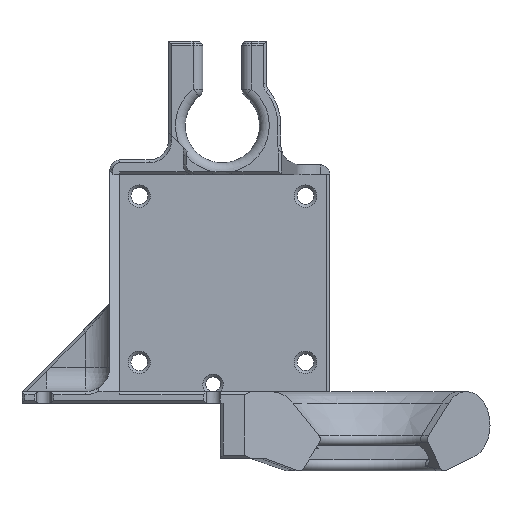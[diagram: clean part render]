
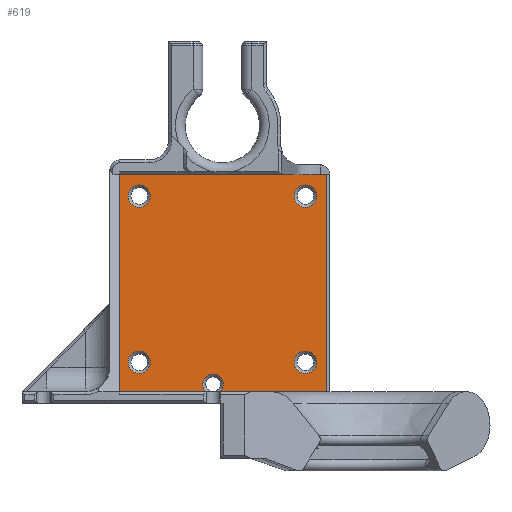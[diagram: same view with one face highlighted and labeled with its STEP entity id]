
A CAD part, left-side view. The second image highlights one B-rep face of the part: STEP entity #619.
In plain terms, the highlighted planar face has unit normal (-1, 0, 0).
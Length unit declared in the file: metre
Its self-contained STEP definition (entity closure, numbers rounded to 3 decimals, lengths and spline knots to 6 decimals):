
#619 = ADVANCED_FACE( '', ( #1335, #1336, #1337, #1338, #1339 ), #1340, .F. );
#1335 = FACE_BOUND( '', #4120, .T. );
#1336 = FACE_BOUND( '', #4121, .T. );
#1337 = FACE_BOUND( '', #4122, .T. );
#1338 = FACE_BOUND( '', #4123, .T. );
#1339 = FACE_OUTER_BOUND( '', #4124, .T. );
#1340 = PLANE( '', #4125 );
#4120 = EDGE_LOOP( '', ( #6175 ) );
#4121 = EDGE_LOOP( '', ( #6176 ) );
#4122 = EDGE_LOOP( '', ( #6177 ) );
#4123 = EDGE_LOOP( '', ( #6178 ) );
#4124 = EDGE_LOOP( '', ( #6179, #6180, #6181, #6182, #6183, #6184 ) );
#4125 = AXIS2_PLACEMENT_3D( '', #6185, #6186, #6187 );
#6175 = ORIENTED_EDGE( '', *, *, #7413, .T. );
#6176 = ORIENTED_EDGE( '', *, *, #7350, .T. );
#6177 = ORIENTED_EDGE( '', *, *, #7544, .T. );
#6178 = ORIENTED_EDGE( '', *, *, #6807, .T. );
#6179 = ORIENTED_EDGE( '', *, *, #7545, .T. );
#6180 = ORIENTED_EDGE( '', *, *, #7193, .T. );
#6181 = ORIENTED_EDGE( '', *, *, #7546, .T. );
#6182 = ORIENTED_EDGE( '', *, *, #6975, .T. );
#6183 = ORIENTED_EDGE( '', *, *, #7547, .T. );
#6184 = ORIENTED_EDGE( '', *, *, #7023, .T. );
#6185 = CARTESIAN_POINT( '', ( 0.0289, 0.014375, 0.05285 ) );
#6186 = DIRECTION( '', ( 1., 0., 0. ) );
#6187 = DIRECTION( '', ( 0., 1., 0. ) );
#6807 = EDGE_CURVE( '', #7667, #7667, #7668, .T. );
#6975 = EDGE_CURVE( '', #7958, #7961, #7963, .T. );
#7023 = EDGE_CURVE( '', #8047, #8045, #8048, .T. );
#7193 = EDGE_CURVE( '', #8322, #8319, #8323, .T. );
#7350 = EDGE_CURVE( '', #8541, #8541, #8542, .T. );
#7413 = EDGE_CURVE( '', #8623, #8623, #8624, .T. );
#7544 = EDGE_CURVE( '', #8774, #8774, #8775, .T. );
#7545 = EDGE_CURVE( '', #8045, #8322, #8776, .T. );
#7546 = EDGE_CURVE( '', #8319, #7958, #8777, .T. );
#7547 = EDGE_CURVE( '', #7961, #8047, #8778, .T. );
#7667 = VERTEX_POINT( '', #8907 );
#7668 = CIRCLE( '', #8908, 0.0023 );
#7958 = VERTEX_POINT( '', #10004 );
#7961 = VERTEX_POINT( '', #10009 );
#7963 = LINE( '', #10012, #10013 );
#8045 = VERTEX_POINT( '', #10126 );
#8047 = VERTEX_POINT( '', #10129 );
#8048 = LINE( '', #10130, #10131 );
#8319 = VERTEX_POINT( '', #10547 );
#8322 = VERTEX_POINT( '', #10557 );
#8323 = CIRCLE( '', #10558, 0.0021 );
#8541 = VERTEX_POINT( '', #11062 );
#8542 = CIRCLE( '', #11063, 0.0023 );
#8623 = VERTEX_POINT( '', #11228 );
#8624 = CIRCLE( '', #11229, 0.0023 );
#8774 = VERTEX_POINT( '', #11707 );
#8775 = CIRCLE( '', #11708, 0.0023 );
#8776 = LINE( '', #11709, #11710 );
#8777 = LINE( '', #11711, #11712 );
#8778 = LINE( '', #11713, #11714 );
#8907 = CARTESIAN_POINT( '', ( 0.0289, 0.01425, 0.0559 ) );
#8908 = AXIS2_PLACEMENT_3D( '', #12027, #12028, #12029 );
#10004 = CARTESIAN_POINT( '', ( 0.0289, 0.00985, 0.0182 ) );
#10009 = CARTESIAN_POINT( '', ( 0.0289, 0.00985, 0.0626 ) );
#10012 = CARTESIAN_POINT( '', ( 0.0289, 0.00985, 0.0626 ) );
#10013 = VECTOR( '', #12227, 1. );
#10126 = CARTESIAN_POINT( '', ( 0.0289, 0.05225, 0.0182 ) );
#10129 = CARTESIAN_POINT( '', ( 0.0289, 0.05225, 0.0626 ) );
#10130 = CARTESIAN_POINT( '', ( 0.0289, 0.05225, 0.0404 ) );
#10131 = VECTOR( '', #12282, 1. );
#10547 = CARTESIAN_POINT( '', ( 0.0289, 0.031669, 0.0182 ) );
#10557 = CARTESIAN_POINT( '', ( 0.0289, 0.034608, 0.0182 ) );
#10558 = AXIS2_PLACEMENT_3D( '', #12487, #12488, #12489 );
#11062 = CARTESIAN_POINT( '', ( 0.0289, 0.04825, 0.0219 ) );
#11063 = AXIS2_PLACEMENT_3D( '', #12655, #12656, #12657 );
#11228 = CARTESIAN_POINT( '', ( 0.0289, 0.04825, 0.0559 ) );
#11229 = AXIS2_PLACEMENT_3D( '', #12713, #12714, #12715 );
#11707 = CARTESIAN_POINT( '', ( 0.0289, 0.01425, 0.0219 ) );
#11708 = AXIS2_PLACEMENT_3D( '', #12837, #12838, #12839 );
#11709 = CARTESIAN_POINT( '', ( 0.0289, 0.03075, 0.0182 ) );
#11710 = VECTOR( '', #12840, 1. );
#11711 = CARTESIAN_POINT( '', ( 0.0289, 0.03075, 0.0182 ) );
#11712 = VECTOR( '', #12841, 1. );
#11713 = CARTESIAN_POINT( '', ( 0.0289, 0.03075, 0.0626 ) );
#11714 = VECTOR( '', #12842, 1. );
#12027 = CARTESIAN_POINT( '', ( 0.0289, 0.01425, 0.0582 ) );
#12028 = DIRECTION( '', ( 1., 0., 0. ) );
#12029 = DIRECTION( '', ( 0., 0., -1. ) );
#12227 = DIRECTION( '', ( 0., 0., 1. ) );
#12282 = DIRECTION( '', ( 0., 0., -1. ) );
#12487 = CARTESIAN_POINT( '', ( 0.0289, 0.033139, 0.0197 ) );
#12488 = DIRECTION( '', ( 1., 0., 0. ) );
#12489 = DIRECTION( '', ( 0., 0., -1. ) );
#12655 = CARTESIAN_POINT( '', ( 0.0289, 0.04825, 0.0242 ) );
#12656 = DIRECTION( '', ( 1., 0., 0. ) );
#12657 = DIRECTION( '', ( 0., 0., -1. ) );
#12713 = CARTESIAN_POINT( '', ( 0.0289, 0.04825, 0.0582 ) );
#12714 = DIRECTION( '', ( 1., 0., 0. ) );
#12715 = DIRECTION( '', ( 0., 0., -1. ) );
#12837 = CARTESIAN_POINT( '', ( 0.0289, 0.01425, 0.0242 ) );
#12838 = DIRECTION( '', ( 1., 0., 0. ) );
#12839 = DIRECTION( '', ( 0., 0., -1. ) );
#12840 = DIRECTION( '', ( 0., -1., 0. ) );
#12841 = DIRECTION( '', ( 0., -1., 0. ) );
#12842 = DIRECTION( '', ( 0., 1., 0. ) );
